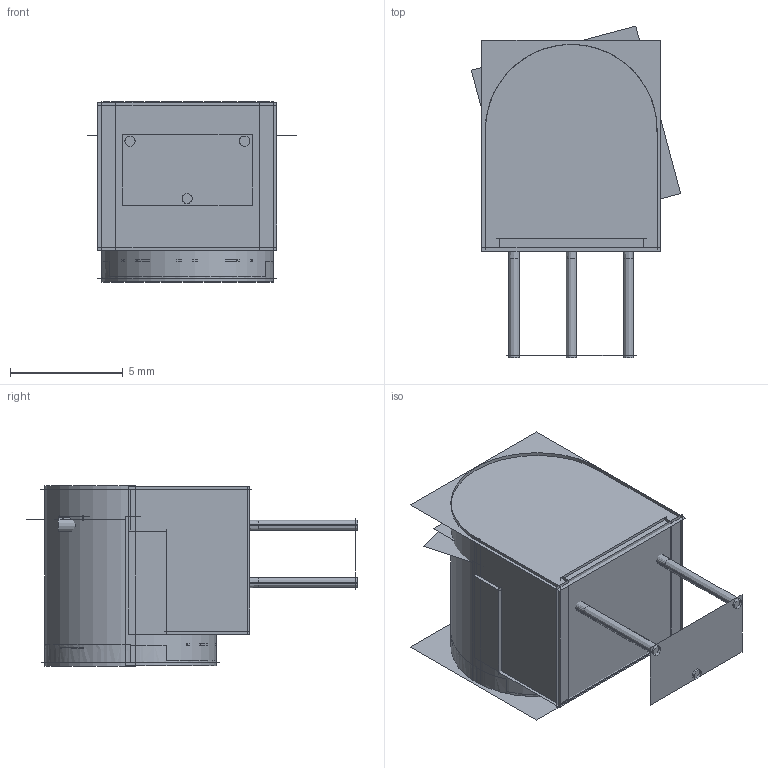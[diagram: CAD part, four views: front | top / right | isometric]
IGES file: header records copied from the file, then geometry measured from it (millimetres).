
Start section:  PTC IGES file: PV12T.igs
Global section: file name: PV12T.igs; native system: Creo Parametric by PTC Inc.; preprocessor: 2016050; author: minhn; organization: Unknown; date: 20160823.105733; units: inch
Bounding box: 9.27 x 14.69 x 8.01 mm (x, y, z)
Surface area: 2368.2 mm2 (no closed solid volume)
Topology: 0 solids, 0 shells, 228 faces, 3125 edges, 4060 vertices
Faces by surface type: bspline 160, revolution 68
